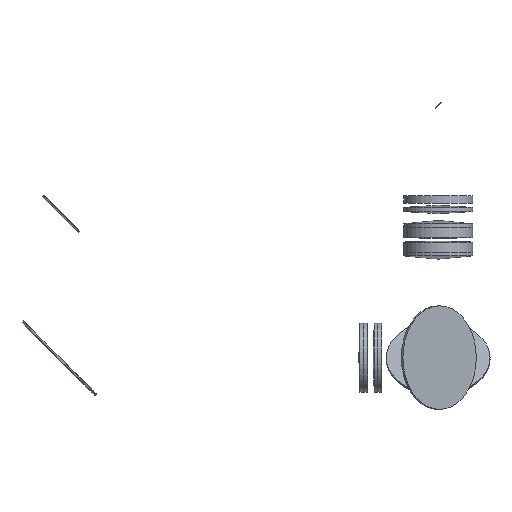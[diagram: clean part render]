
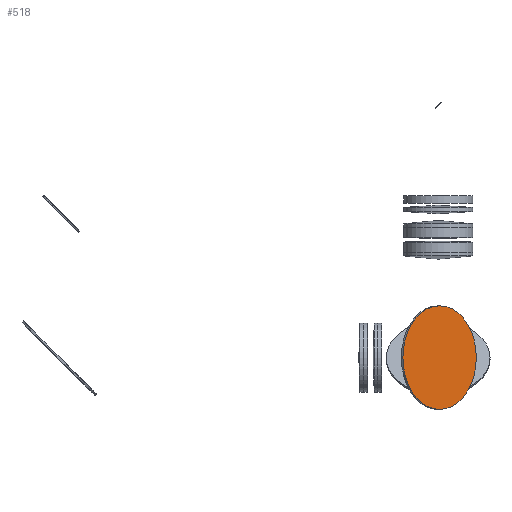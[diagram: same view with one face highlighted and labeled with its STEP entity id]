
A CAD part, front view. The second image highlights one B-rep face of the part: STEP entity #518.
In plain terms, the highlighted face is planar.
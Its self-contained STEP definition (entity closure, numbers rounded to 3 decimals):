
#518=ADVANCED_FACE('',(#589),#590,.T.);
#589=FACE_OUTER_BOUND('',#698,.T.);
#590=PLANE('',#699);
#698=EDGE_LOOP('',(#840));
#699=AXIS2_PLACEMENT_3D('',#841,#842,#843);
#840=ORIENTED_EDGE('',*,*,#980,.F.);
#841=CARTESIAN_POINT('',(0.0,0.0,0.0));
#842=DIRECTION('',(0.0,0.0,1.0));
#843=DIRECTION('',(1.0,0.0,0.0));
#980=EDGE_CURVE('',#1023,#1023,#1024,.T.);
#1023=VERTEX_POINT('',#1089);
#1024=CIRCLE('',#1090,38.1);
#1089=CARTESIAN_POINT('',(0.,-38.1,0.0));
#1090=AXIS2_PLACEMENT_3D('',#1165,#1166,#1167);
#1165=CARTESIAN_POINT('',(0.0,0.0,0.0));
#1166=DIRECTION('',(0.0,0.0,-1.0));
#1167=DIRECTION('',(0.0,1.0,0.0));
